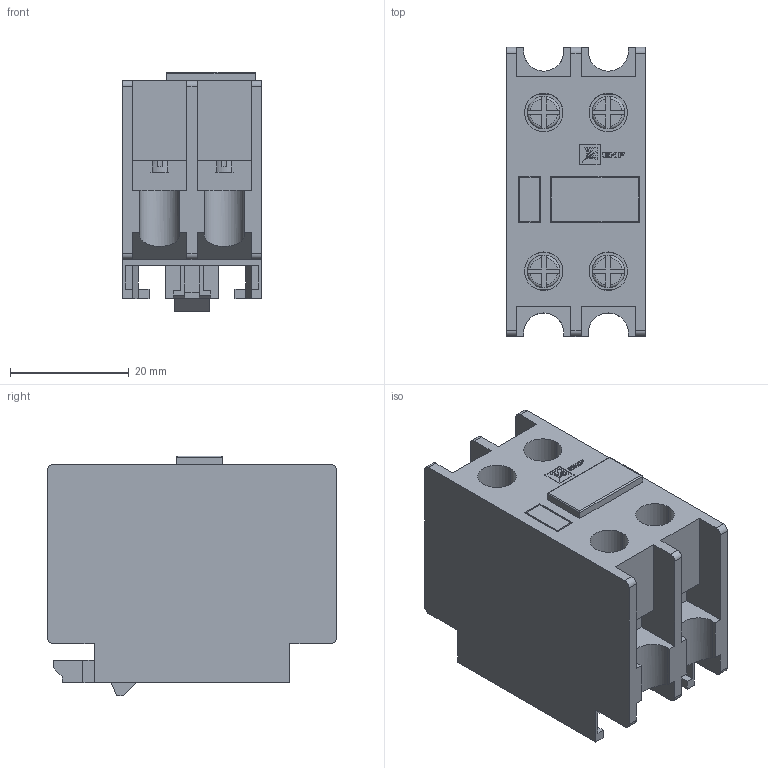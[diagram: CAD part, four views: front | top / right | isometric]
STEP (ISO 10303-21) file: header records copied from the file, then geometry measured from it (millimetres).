
FILE_DESCRIPTION (( 'STEP AP203' ), '1' );
FILE_NAME ('Ïðèñòàâêà êîíòàêòîðíàÿ ÏÊÝ-20.STEP', '2018-09-04T06:53:50', ( '' ), ( '' ), 'SwSTEP 2.0', 'SolidWorks 2017', '' );
FILE_SCHEMA (( 'CONFIG_CONTROL_DESIGN' ));
Length unit declared in the file: millimetre
Products named in the file (1): Ïðèñòàâêà êîíòàêòîðíàÿ ÏÊÝ-20
Bounding box: 23.5 x 48.8 x 40.4 mm (x, y, z)
Volume: 28116.2 mm3; surface area: 13255.6 mm2
Topology: 2 solids, 2 shells, 379 faces, 1075 edges, 712 vertices
Faces by surface type: plane 298, cylinder 47, bspline 18, torus 16
Entity records: 12882 total; most frequent: CARTESIAN_POINT 3017, ORIENTED_EDGE 2150, DIRECTION 1861, EDGE_CURVE 1075, LINE 861, VECTOR 861, VERTEX_POINT 712, AXIS2_PLACEMENT_3D 500
